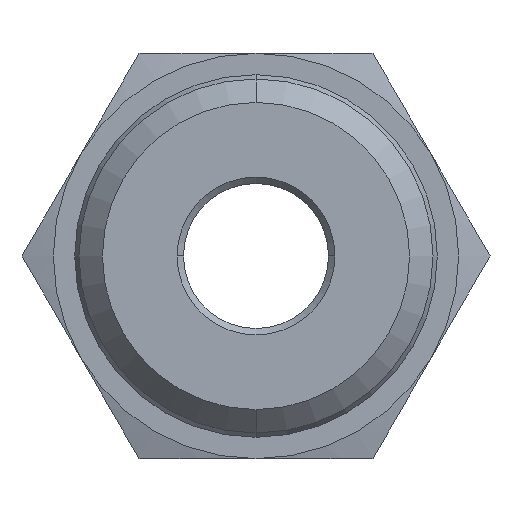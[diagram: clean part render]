
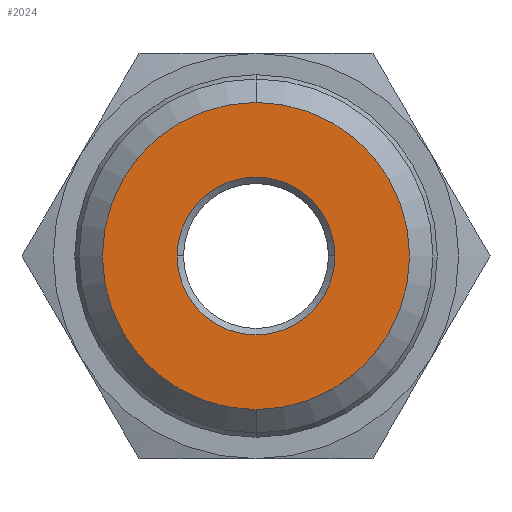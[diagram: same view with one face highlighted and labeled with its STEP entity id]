
A CAD part, front view. The second image highlights one B-rep face of the part: STEP entity #2024.
In plain terms, the highlighted planar face has unit normal (0, -1, 0).
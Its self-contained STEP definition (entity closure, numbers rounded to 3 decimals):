
#762=CARTESIAN_POINT('',(0.,-10.,0.));
#763=DIRECTION('',(0.,1.,0.));
#764=DIRECTION('',(0.,0.,1.));
#765=AXIS2_PLACEMENT_3D('',#762,#763,#764);
#767=CARTESIAN_POINT('',(0.,-10.,0.));
#768=DIRECTION('',(0.,1.,0.));
#769=DIRECTION('',(0.,0.,-1.));
#770=AXIS2_PLACEMENT_3D('',#767,#768,#769);
#772=CARTESIAN_POINT('',(0.,-10.,0.));
#773=DIRECTION('',(0.,-1.,0.));
#774=DIRECTION('',(1.,0.,0.));
#775=AXIS2_PLACEMENT_3D('',#772,#773,#774);
#777=CARTESIAN_POINT('',(0.,-10.,0.));
#778=DIRECTION('',(0.,-1.,0.));
#779=DIRECTION('',(-1.,0.,0.));
#780=AXIS2_PLACEMENT_3D('',#777,#778,#779);
#942=CARTESIAN_POINT('',(0.,-10.,-7.2));
#943=VERTEX_POINT('',#942);
#944=CARTESIAN_POINT('',(0.,-10.,7.2));
#945=VERTEX_POINT('',#944);
#950=CARTESIAN_POINT('',(3.7,-10.,0.));
#951=VERTEX_POINT('',#950);
#952=CARTESIAN_POINT('',(-3.7,-10.,0.));
#953=VERTEX_POINT('',#952);
#2009=CARTESIAN_POINT('',(0.,-10.,0.));
#2010=DIRECTION('',(0.,1.,0.));
#2011=DIRECTION('',(0.,0.,1.));
#2012=AXIS2_PLACEMENT_3D('',#2009,#2010,#2011);
#2013=PLANE('',#2012);
#2015=ORIENTED_EDGE('',*,*,#2014,.T.);
#2017=ORIENTED_EDGE('',*,*,#2016,.T.);
#2018=EDGE_LOOP('',(#2015,#2017));
#2019=FACE_OUTER_BOUND('',#2018,.F.);
#2020=ORIENTED_EDGE('',*,*,#2004,.T.);
#2021=ORIENTED_EDGE('',*,*,#1988,.T.);
#2022=EDGE_LOOP('',(#2020,#2021));
#2023=FACE_BOUND('',#2022,.F.);
#2024=ADVANCED_FACE('',(#2019,#2023),#2013,.F.);
#766=CIRCLE('',#765,7.2);
#771=CIRCLE('',#770,7.2);
#776=CIRCLE('',#775,3.7);
#781=CIRCLE('',#780,3.7);
#1988=EDGE_CURVE('',#953,#951,#781,.T.);
#2004=EDGE_CURVE('',#951,#953,#776,.T.);
#2014=EDGE_CURVE('',#945,#943,#766,.T.);
#2016=EDGE_CURVE('',#943,#945,#771,.T.);
